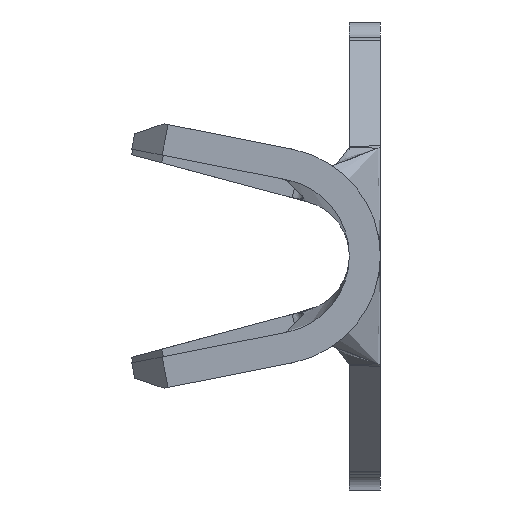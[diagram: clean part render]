
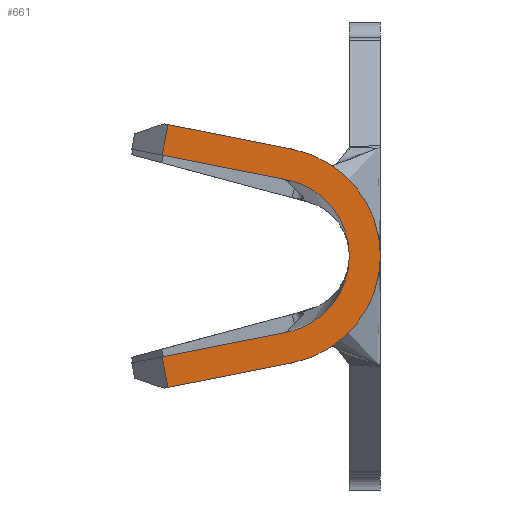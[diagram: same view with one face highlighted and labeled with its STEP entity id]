
A CAD part, left-side view. The second image highlights one B-rep face of the part: STEP entity #661.
In plain terms, the highlighted planar face has unit normal (-1, 0, 0).
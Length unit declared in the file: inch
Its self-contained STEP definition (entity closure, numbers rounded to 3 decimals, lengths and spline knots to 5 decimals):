
#171 = EDGE_LOOP ( 'NONE', ( #648, #6318, #3821, #6537, #2221, #6251, #455, #1943 ) ) ;
#241 = CARTESIAN_POINT ( 'NONE',  ( -0.467, 0.05644, -0.06867 ) ) ;
#429 = DIRECTION ( 'NONE',  ( 0., 0.194, -0.981 ) ) ;
#455 = ORIENTED_EDGE ( 'NONE', *, *, #2776, .T. ) ;
#513 = CARTESIAN_POINT ( 'NONE',  ( -0.467, 0.06032, 0.04905 ) ) ;
#545 = VECTOR ( 'NONE', #6655, 39.37008 ) ;
#648 = ORIENTED_EDGE ( 'NONE', *, *, #1389, .T. ) ;
#661 = ADVANCED_FACE ( 'NONE', ( #2285 ), #4469, .T. ) ;
#689 = VERTEX_POINT ( 'NONE', #5601 ) ;
#695 = CARTESIAN_POINT ( 'NONE',  ( -0.467, 0.06032, -0.04905 ) ) ;
#767 = CARTESIAN_POINT ( 'NONE',  ( -0.467, 0.06032, 0.04905 ) ) ;
#772 = AXIS2_PLACEMENT_3D ( 'NONE', #7014, #2119, #4307 ) ;
#929 = EDGE_CURVE ( 'NONE', #3007, #4700, #1894, .T. ) ;
#1200 = CARTESIAN_POINT ( 'NONE',  ( -0.467, 0.06032, -0.04905 ) ) ;
#1389 = EDGE_CURVE ( 'NONE', #2229, #1825, #1515, .T. ) ;
#1428 = EDGE_CURVE ( 'NONE', #689, #3007, #5398, .T. ) ;
#1515 = LINE ( 'NONE', #3687, #6358 ) ;
#1535 = DIRECTION ( 'NONE',  ( 1., 0., 0. ) ) ;
#1589 = CARTESIAN_POINT ( 'NONE',  ( -0.467, 0.14038, -0.06486 ) ) ;
#1753 = DIRECTION ( 'NONE',  ( -1., 0., 0. ) ) ;
#1825 = VERTEX_POINT ( 'NONE', #5596 ) ;
#1894 = CIRCLE ( 'NONE', #4982, 0.05 ) ;
#1933 = CARTESIAN_POINT ( 'NONE',  ( -0.467, 0.05644, -0.06867 ) ) ;
#1943 = ORIENTED_EDGE ( 'NONE', *, *, #4592, .T. ) ;
#2119 = DIRECTION ( 'NONE',  ( -1., 0., 0. ) ) ;
#2221 = ORIENTED_EDGE ( 'NONE', *, *, #2885, .T. ) ;
#2229 = VERTEX_POINT ( 'NONE', #5890 ) ;
#2285 = FACE_OUTER_BOUND ( 'NONE', #171, .T. ) ;
#2302 = LINE ( 'NONE', #4484, #545 ) ;
#2406 = DIRECTION ( 'NONE',  ( 0., -0.981, 0.194 ) ) ;
#2684 = DIRECTION ( 'NONE',  ( 0., -0.981, -0.194 ) ) ;
#2776 = EDGE_CURVE ( 'NONE', #3434, #5080, #3477, .T. ) ;
#2885 = EDGE_CURVE ( 'NONE', #4700, #3264, #6086, .T. ) ;
#3007 = VERTEX_POINT ( 'NONE', #767 ) ;
#3131 = LINE ( 'NONE', #5310, #3966 ) ;
#3264 = VERTEX_POINT ( 'NONE', #1589 ) ;
#3377 = DIRECTION ( 'NONE',  ( 0., 0.981, -0.194 ) ) ;
#3409 = CARTESIAN_POINT ( 'NONE',  ( -0.467, 0.1365, -0.08448 ) ) ;
#3434 = VERTEX_POINT ( 'NONE', #3409 ) ;
#3477 = LINE ( 'NONE', #241, #6463 ) ;
#3687 = CARTESIAN_POINT ( 'NONE',  ( -0.467, 0.05644, 0.06867 ) ) ;
#3709 = DIRECTION ( 'NONE',  ( 0., 0., 1. ) ) ;
#3821 = ORIENTED_EDGE ( 'NONE', *, *, #1428, .T. ) ;
#3854 = CIRCLE ( 'NONE', #772, 0.07 ) ;
#3932 = DIRECTION ( 'NONE',  ( 0., 0., 1. ) ) ;
#3966 = VECTOR ( 'NONE', #429, 39.37008 ) ;
#4179 = VECTOR ( 'NONE', #2684, 39.37008 ) ;
#4307 = DIRECTION ( 'NONE',  ( 0., 0., 1. ) ) ;
#4469 = PLANE ( 'NONE',  #6242 ) ;
#4484 = CARTESIAN_POINT ( 'NONE',  ( -0.467, 0.13844, -0.07467 ) ) ;
#4592 = EDGE_CURVE ( 'NONE', #5080, #2229, #3854, .T. ) ;
#4700 = VERTEX_POINT ( 'NONE', #695 ) ;
#4982 = AXIS2_PLACEMENT_3D ( 'NONE', #6424, #1535, #3709 ) ;
#5080 = VERTEX_POINT ( 'NONE', #1933 ) ;
#5310 = CARTESIAN_POINT ( 'NONE',  ( -0.467, 0.14038, 0.06486 ) ) ;
#5398 = LINE ( 'NONE', #513, #4179 ) ;
#5596 = CARTESIAN_POINT ( 'NONE',  ( -0.467, 0.1365, 0.08448 ) ) ;
#5601 = CARTESIAN_POINT ( 'NONE',  ( -0.467, 0.14038, 0.06486 ) ) ;
#5862 = DIRECTION ( 'NONE',  ( 0., 0.981, 0.194 ) ) ;
#5890 = CARTESIAN_POINT ( 'NONE',  ( -0.467, 0.05644, 0.06867 ) ) ;
#6086 = LINE ( 'NONE', #1200, #6691 ) ;
#6242 = AXIS2_PLACEMENT_3D ( 'NONE', #6640, #1753, #3932 ) ;
#6251 = ORIENTED_EDGE ( 'NONE', *, *, #6964, .T. ) ;
#6318 = ORIENTED_EDGE ( 'NONE', *, *, #6835, .T. ) ;
#6358 = VECTOR ( 'NONE', #5862, 39.37008 ) ;
#6424 = CARTESIAN_POINT ( 'NONE',  ( -0.467, 0.07, 0. ) ) ;
#6463 = VECTOR ( 'NONE', #2406, 39.37008 ) ;
#6537 = ORIENTED_EDGE ( 'NONE', *, *, #929, .T. ) ;
#6640 = CARTESIAN_POINT ( 'NONE',  ( -0.467, 0.07, 0. ) ) ;
#6655 = DIRECTION ( 'NONE',  ( 0., -0.194, -0.981 ) ) ;
#6691 = VECTOR ( 'NONE', #3377, 39.37008 ) ;
#6835 = EDGE_CURVE ( 'NONE', #1825, #689, #3131, .T. ) ;
#6964 = EDGE_CURVE ( 'NONE', #3264, #3434, #2302, .T. ) ;
#7014 = CARTESIAN_POINT ( 'NONE',  ( -0.467, 0.07, 0. ) ) ;
